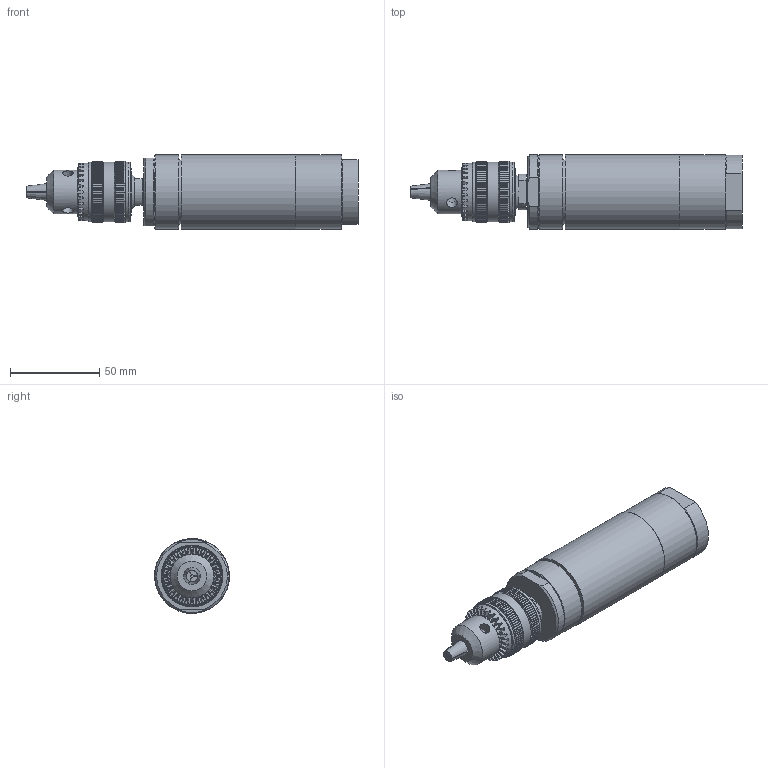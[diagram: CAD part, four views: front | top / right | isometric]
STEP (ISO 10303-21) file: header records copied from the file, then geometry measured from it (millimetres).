
FILE_DESCRIPTION(/* description */ (''),/* implementation_level */ '2;1');
FILE_NAME(/* name */ 'EBMU 23-4000 B_60009287.stp',/* time_stamp */ '2019-01-11T13:23:20+01:00',/* author */ ('flambert'),/* organization */ (''),/* preprocessor_version */ 'ST-DEVELOPER v17',/* originating_system */ 'Autodesk Inventor 2018',/* authorisation */ '');
FILE_SCHEMA (('AUTOMOTIVE_DESIGN { 1 0 10303 214 3 1 1 }'));
Length unit declared in the file: millimetre
Products named in the file (1): EBMU 23-4000 B_60009287
Bounding box: 186 x 41.98 x 41.98 mm (x, y, z)
Volume: 192721.6 mm3; surface area: 30050.5 mm2
Topology: 1 solids, 3 shells, 1359 faces, 3261 edges, 1927 vertices
Faces by surface type: plane 673, cone 388, cylinder 288, bspline 7, torus 3
Full cylindrical faces by diameter (mm): 1.5 x1, 6 x3, 11.445 x3, 14.95 x1, 16 x1, 23 x1, 24.5 x1, 27.47 x1, 32 x1, 33.5 x3, 36 x1, 41.5 x2, 42 x1
Entity records: 40859 total; most frequent: CARTESIAN_POINT 9644, ORIENTED_EDGE 6516, DIRECTION 6251, EDGE_CURVE 3258, AXIS2_PLACEMENT_3D 2464, VERTEX_POINT 1927, EDGE_LOOP 1383, FACE_OUTER_BOUND 1359
